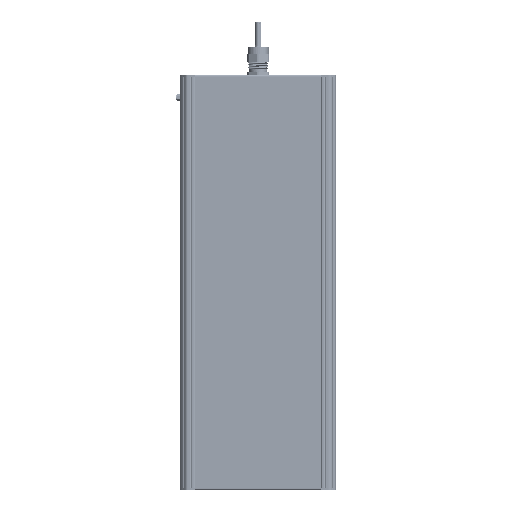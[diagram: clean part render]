
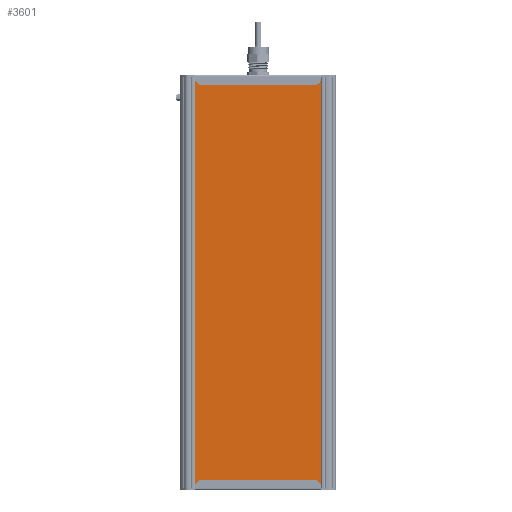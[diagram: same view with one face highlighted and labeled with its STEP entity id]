
A CAD part, front view. The second image highlights one B-rep face of the part: STEP entity #3601.
In plain terms, the highlighted face is planar.
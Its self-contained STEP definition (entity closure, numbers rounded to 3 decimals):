
#3601=ADVANCED_FACE('',(#10185),#10187,.T.);
#10185=FACE_BOUND('',#10186,.T.);
#10186=EDGE_LOOP('',(#41093,#41094,#41095,#41096));
#10187=PLANE('',#10188);
#10188=AXIS2_PLACEMENT_3D('',#10189,#10190,#10191);
#10189=CARTESIAN_POINT('',(2111.497,401.002,-34.582));
#10190=DIRECTION('',(0.,0.,-1.));
#10191=DIRECTION('',(0.,1.,0.));
#41093=ORIENTED_EDGE('',*,*,#46947,.F.);
#41094=ORIENTED_EDGE('',*,*,#46946,.T.);
#41095=ORIENTED_EDGE('',*,*,#46948,.F.);
#41096=ORIENTED_EDGE('',*,*,#46938,.F.);
#46938=EDGE_CURVE('',#51302,#51305,#51306,.T.);
#46946=EDGE_CURVE('',#51315,#51317,#51319,.T.);
#46947=EDGE_CURVE('',#51315,#51302,#51320,.T.);
#46948=EDGE_CURVE('',#51305,#51317,#51321,.T.);
#51302=VERTEX_POINT('',#60476);
#51305=VERTEX_POINT('',#60481);
#51306=LINE('',#60482,#60483);
#51315=VERTEX_POINT('',#60503);
#51317=VERTEX_POINT('',#60507);
#51319=LINE('',#60511,#60512);
#51320=LINE('',#60514,#60515);
#51321=LINE('',#60517,#60518);
#60476=CARTESIAN_POINT('',(2111.497,401.002,-34.582));
#60481=CARTESIAN_POINT('',(2607.497,401.002,-34.582));
#60482=CARTESIAN_POINT('',(2111.497,401.002,-34.582));
#60483=VECTOR('',#60484,1.);
#60484=DIRECTION('',(1.,0.,0.));
#60503=CARTESIAN_POINT('',(2111.497,565.13,-34.582));
#60507=CARTESIAN_POINT('',(2607.497,565.13,-34.582));
#60511=CARTESIAN_POINT('',(2111.497,565.13,-34.582));
#60512=VECTOR('',#60513,1.);
#60513=DIRECTION('',(1.,0.,0.));
#60514=CARTESIAN_POINT('',(2111.497,565.13,-34.582));
#60515=VECTOR('',#60516,1.);
#60516=DIRECTION('',(0.,-1.,0.));
#60517=CARTESIAN_POINT('',(2607.497,401.002,-34.582));
#60518=VECTOR('',#60519,1.);
#60519=DIRECTION('',(0.,1.,0.));
